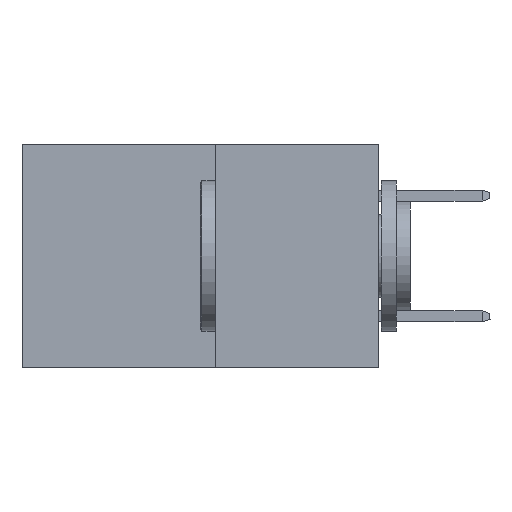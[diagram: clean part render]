
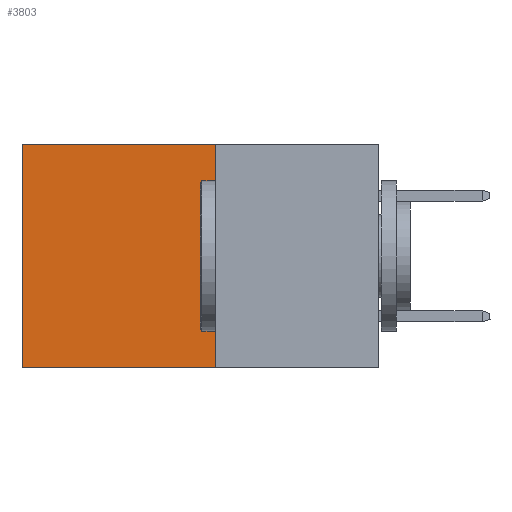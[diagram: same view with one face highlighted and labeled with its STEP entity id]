
A CAD part, left-side view. The second image highlights one B-rep face of the part: STEP entity #3803.
In plain terms, the highlighted planar face has unit normal (-1, 0, 0).
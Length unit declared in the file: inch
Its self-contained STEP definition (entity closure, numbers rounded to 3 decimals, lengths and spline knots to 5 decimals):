
#507 = VERTEX_POINT ( 'NONE', #4167 ) ;
#625 = DIRECTION ( 'NONE',  ( 1., 0., 0. ) ) ;
#660 = CARTESIAN_POINT ( 'NONE',  ( 0.277, 0.27, -0.37 ) ) ;
#945 = CARTESIAN_POINT ( 'NONE',  ( 0.277, 0.27, 0. ) ) ;
#949 = CARTESIAN_POINT ( 'NONE',  ( 0.277, 0.27, -0.37 ) ) ;
#1162 = FACE_OUTER_BOUND ( 'NONE', #10794, .T. ) ;
#2258 = VECTOR ( 'NONE', #2311, 39.37008 ) ;
#2311 = DIRECTION ( 'NONE',  ( 0., 1., 0. ) ) ;
#2539 = EDGE_CURVE ( 'NONE', #11291, #5705, #5874, .T. ) ;
#2745 = VECTOR ( 'NONE', #13260, 39.37008 ) ;
#3803 = ADVANCED_FACE ( 'NONE', ( #1162 ), #7295, .F. ) ;
#3848 = DIRECTION ( 'NONE',  ( 0., 1., 0. ) ) ;
#3852 = LINE ( 'NONE', #17246, #13757 ) ;
#3883 = EDGE_CURVE ( 'NONE', #9440, #5705, #3852, .T. ) ;
#4167 = CARTESIAN_POINT ( 'NONE',  ( 0.277, 0.27, 0. ) ) ;
#4173 = CARTESIAN_POINT ( 'NONE',  ( 0.277, 0.59, -0.37 ) ) ;
#4404 = CARTESIAN_POINT ( 'NONE',  ( 0.277, 0.59, 0. ) ) ;
#5182 = CARTESIAN_POINT ( 'NONE',  ( 0.277, 0.59, -0.37 ) ) ;
#5705 = VERTEX_POINT ( 'NONE', #4173 ) ;
#5874 = LINE ( 'NONE', #5182, #2745 ) ;
#6705 = VECTOR ( 'NONE', #8607, 39.37008 ) ;
#7295 = PLANE ( 'NONE',  #17063 ) ;
#8087 = ORIENTED_EDGE ( 'NONE', *, *, #11427, .F. ) ;
#8607 = DIRECTION ( 'NONE',  ( 0., 0., -1. ) ) ;
#9354 = LINE ( 'NONE', #945, #2258 ) ;
#9440 = VERTEX_POINT ( 'NONE', #949 ) ;
#9995 = DIRECTION ( 'NONE',  ( 0., 0., -1. ) ) ;
#10301 = LINE ( 'NONE', #660, #6705 ) ;
#10794 = EDGE_LOOP ( 'NONE', ( #13377, #14307, #8087, #15842 ) ) ;
#11291 = VERTEX_POINT ( 'NONE', #4404 ) ;
#11427 = EDGE_CURVE ( 'NONE', #507, #9440, #10301, .T. ) ;
#13260 = DIRECTION ( 'NONE',  ( 0., 0., -1. ) ) ;
#13377 = ORIENTED_EDGE ( 'NONE', *, *, #2539, .T. ) ;
#13757 = VECTOR ( 'NONE', #3848, 39.37008 ) ;
#14307 = ORIENTED_EDGE ( 'NONE', *, *, #3883, .F. ) ;
#14962 = EDGE_CURVE ( 'NONE', #507, #11291, #9354, .T. ) ;
#15842 = ORIENTED_EDGE ( 'NONE', *, *, #14962, .T. ) ;
#16692 = CARTESIAN_POINT ( 'NONE',  ( 0.277, 0.27, -0.37 ) ) ;
#17063 = AXIS2_PLACEMENT_3D ( 'NONE', #16692, #625, #9995 ) ;
#17246 = CARTESIAN_POINT ( 'NONE',  ( 0.277, 0.27, -0.37 ) ) ;
